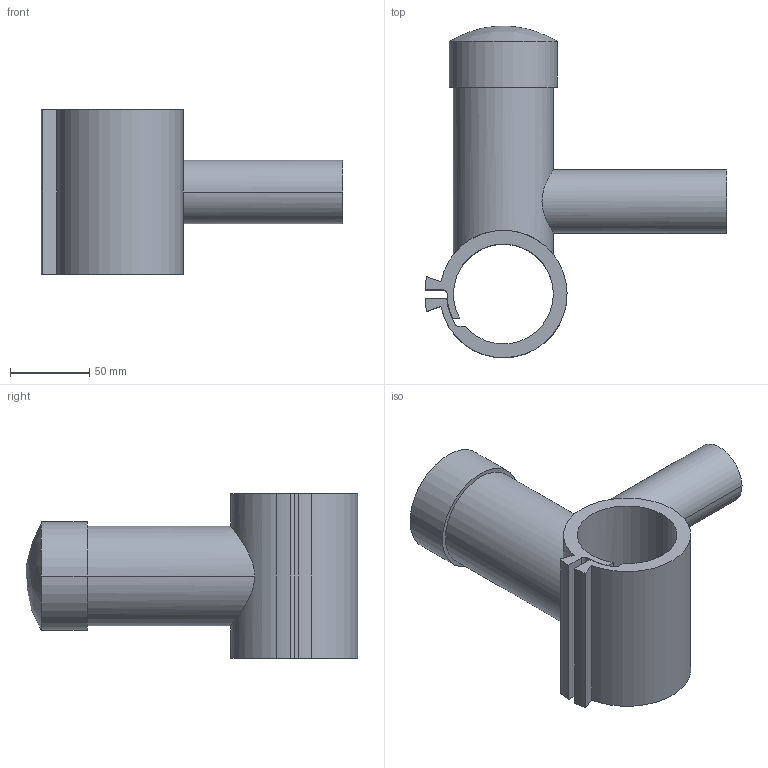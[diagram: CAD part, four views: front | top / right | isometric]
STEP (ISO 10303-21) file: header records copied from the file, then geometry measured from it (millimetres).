
FILE_DESCRIPTION( ( '' ), '1' );
FILE_NAME( 'UREL-A 063-040.stp', '2015-08-31T15:08:18', ( '' ), ( '' ), ' ', ' ', ' ' );
FILE_SCHEMA( ( 'automotive_design' ) );
Length unit declared in the file: millimetre
Products named in the file (1): 1
Bounding box: 190.43 x 209.25 x 104 mm (x, y, z)
Volume: 586512.4 mm3; surface area: 123665.8 mm2
Topology: 1 solids, 1 shells, 35 faces, 90 edges, 59 vertices
Faces by surface type: cylinder 21, plane 13, sphere 1
Entity records: 2534 total; most frequent: CARTESIAN_POINT 612, DIRECTION 187, STYLED_ITEM 185, PRESENTATION_STYLE_ASSIGNMENT 185, COLOUR_RGB 185, ORIENTED_EDGE 180, EDGE_CURVE 90, CURVE_STYLE 90
